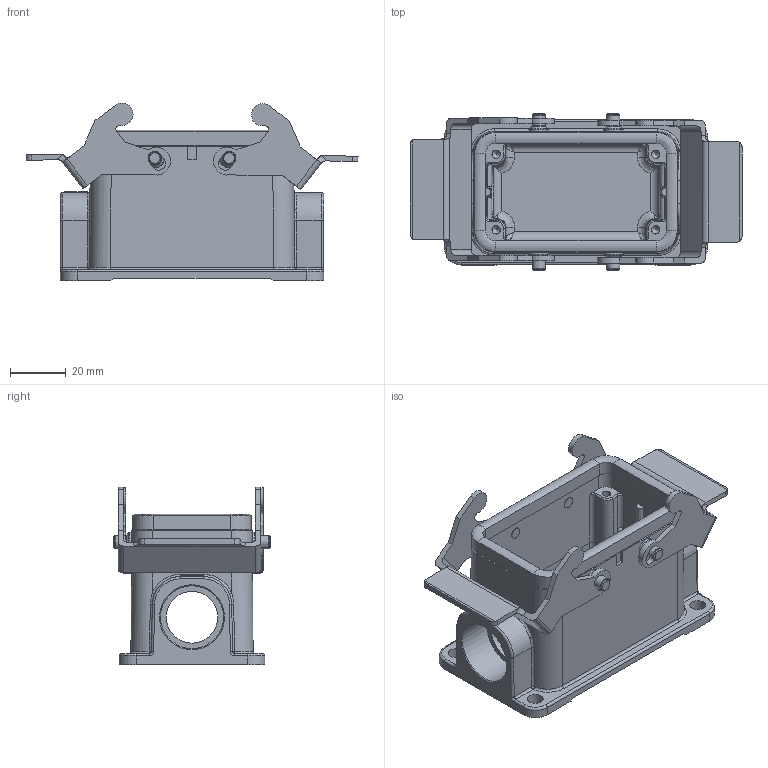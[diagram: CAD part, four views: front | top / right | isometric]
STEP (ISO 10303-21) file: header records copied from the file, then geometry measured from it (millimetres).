
FILE_DESCRIPTION((''),'2;1');
FILE_NAME('04300101271.stp','2020-07-07T14:39:50',('e.eickhoff'),(''),'Autodesk Inventor 2012','Autodesk Inventor 2012','');
FILE_SCHEMA(('AUTOMOTIVE_DESIGN { 1 0 10303 214 1 1 1 1 }'));
Length unit declared in the file: millimetre
Products named in the file (3): 04300101271; Metallbügel Quer
Assembly tree (3 placements, depth 2):
  04300101271
    04300101271
    Metallbügel Quer  x2
Bounding box: 118.59 x 56.06 x 63.45 mm (x, y, z)
Volume: 80175.1 mm3; surface area: 44247.1 mm2
Topology: 3 solids, 3 shells, 531 faces, 1365 edges, 859 vertices
Faces by surface type: plane 253, cylinder 178, bspline 42, torus 36, cone 18, sphere 4
Full cylindrical faces by diameter (mm): 0.88 x1, 1.04 x1, 3 x4, 4 x4, 4.8 x4, 5.6 x4, 7 x4, 18.5 x2, 22.5 x2
Entity records: 15819 total; most frequent: CARTESIAN_POINT 4229, DIRECTION 2385, ORIENTED_EDGE 2290, EDGE_CURVE 1145, AXIS2_PLACEMENT_3D 868, VERTEX_POINT 748, VECTOR 649, LINE 649
